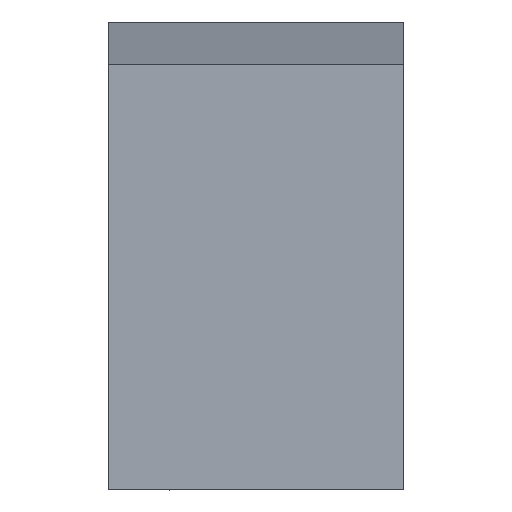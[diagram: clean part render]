
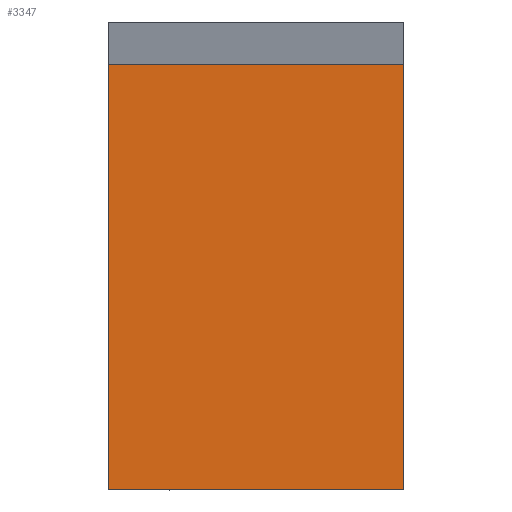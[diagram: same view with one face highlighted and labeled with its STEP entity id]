
A CAD part, front view. The second image highlights one B-rep face of the part: STEP entity #3347.
In plain terms, the highlighted planar face has unit normal (0, -1, 0).
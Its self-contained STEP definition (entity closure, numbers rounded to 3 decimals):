
#1015=DIRECTION('',(-1.,0.,0.));
#1016=VECTOR('',#1015,23.);
#1017=CARTESIAN_POINT('',(9.2,-152.701,1.885));
#1018=LINE('',#1017,#1016);
#1022=DIRECTION('',(-1.,0.,0.));
#1023=VECTOR('',#1022,23.);
#1024=CARTESIAN_POINT('',(9.2,-152.701,-31.201));
#1025=LINE('',#1024,#1023);
#1029=DIRECTION('',(0.,0.,1.));
#1030=VECTOR('',#1029,33.086);
#1031=CARTESIAN_POINT('',(-13.8,-152.701,-31.201));
#1032=LINE('',#1031,#1030);
#1036=DIRECTION('',(0.,0.,-1.));
#1037=VECTOR('',#1036,33.086);
#1038=CARTESIAN_POINT('',(9.2,-152.701,1.885));
#1039=LINE('',#1038,#1037);
#2622=CARTESIAN_POINT('',(-13.8,-152.701,-31.201));
#2623=VERTEX_POINT('',#2622);
#2624=CARTESIAN_POINT('',(9.2,-152.701,-31.201));
#2625=VERTEX_POINT('',#2624);
#2666=CARTESIAN_POINT('',(9.2,-152.701,1.885));
#2667=VERTEX_POINT('',#2666);
#2678=CARTESIAN_POINT('',(-13.8,-152.701,1.885));
#2679=VERTEX_POINT('',#2678);
#3335=CARTESIAN_POINT('',(9.2,-152.701,-32.));
#3336=DIRECTION('',(0.,-1.,0.));
#3337=DIRECTION('',(0.,0.,1.));
#3338=AXIS2_PLACEMENT_3D('',#3335,#3336,#3337);
#3339=PLANE('',#3338);
#3340=ORIENTED_EDGE('',*,*,#3090,.T.);
#3342=ORIENTED_EDGE('',*,*,#3341,.T.);
#3343=ORIENTED_EDGE('',*,*,#3326,.F.);
#3344=ORIENTED_EDGE('',*,*,#3268,.T.);
#3345=EDGE_LOOP('',(#3340,#3342,#3343,#3344));
#3346=FACE_OUTER_BOUND('',#3345,.F.);
#3090=EDGE_CURVE('',#2625,#2623,#1025,.T.);
#3268=EDGE_CURVE('',#2667,#2625,#1039,.T.);
#3326=EDGE_CURVE('',#2667,#2679,#1018,.T.);
#3341=EDGE_CURVE('',#2623,#2679,#1032,.T.);
#3347=ADVANCED_FACE('',(#3346),#3339,.T.);
